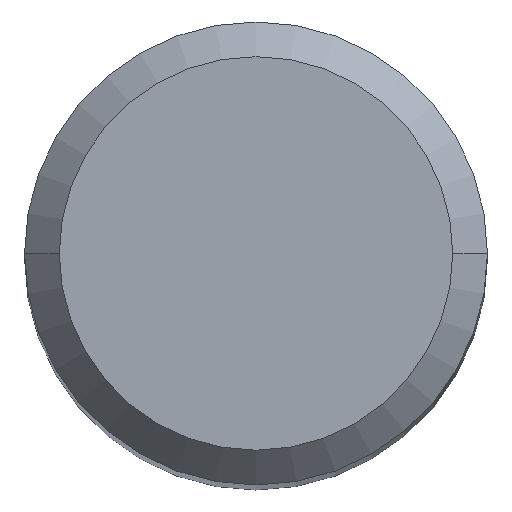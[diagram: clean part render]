
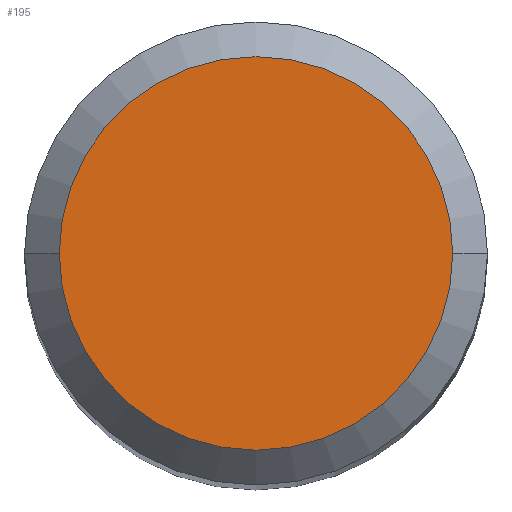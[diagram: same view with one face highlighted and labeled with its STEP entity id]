
A CAD part, top view. The second image highlights one B-rep face of the part: STEP entity #195.
In plain terms, the highlighted planar face has unit normal (0, 0, 1).
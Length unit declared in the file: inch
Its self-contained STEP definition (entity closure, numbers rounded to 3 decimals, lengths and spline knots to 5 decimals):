
#9 = DIRECTION ( 'NONE',  ( -1., 0., 0. ) ) ;
#32 = AXIS2_PLACEMENT_3D ( 'NONE', #246, #250, #313 ) ;
#38 = CARTESIAN_POINT ( 'NONE',  ( 0.16732, 0., 0. ) ) ;
#43 = CARTESIAN_POINT ( 'NONE',  ( -0.16732, 0., 0. ) ) ;
#45 = CIRCLE ( 'NONE', #77, 0.16732 ) ;
#48 = DIRECTION ( 'NONE',  ( 0., 0., 1. ) ) ;
#77 = AXIS2_PLACEMENT_3D ( 'NONE', #334, #48, #297 ) ;
#85 = DIRECTION ( 'NONE',  ( 0., 0., -1. ) ) ;
#124 = CARTESIAN_POINT ( 'NONE',  ( 0., 0., 0. ) ) ;
#178 = AXIS2_PLACEMENT_3D ( 'NONE', #124, #85, #9 ) ;
#186 = EDGE_CURVE ( 'NONE', #442, #212, #45, .T. ) ;
#191 = FACE_OUTER_BOUND ( 'NONE', #406, .T. ) ;
#195 = ADVANCED_FACE ( 'NONE', ( #191 ), #393, .F. ) ;
#212 = VERTEX_POINT ( 'NONE', #43 ) ;
#246 = CARTESIAN_POINT ( 'NONE',  ( 0., 0., 0. ) ) ;
#249 = CIRCLE ( 'NONE', #32, 0.16732 ) ;
#250 = DIRECTION ( 'NONE',  ( 0., 0., 1. ) ) ;
#260 = ORIENTED_EDGE ( 'NONE', *, *, #186, .T. ) ;
#297 = DIRECTION ( 'NONE',  ( 1., 0., 0. ) ) ;
#313 = DIRECTION ( 'NONE',  ( 1., 0., 0. ) ) ;
#334 = CARTESIAN_POINT ( 'NONE',  ( 0., 0., 0. ) ) ;
#393 = PLANE ( 'NONE',  #178 ) ;
#406 = EDGE_LOOP ( 'NONE', ( #458, #260 ) ) ;
#417 = EDGE_CURVE ( 'NONE', #212, #442, #249, .T. ) ;
#442 = VERTEX_POINT ( 'NONE', #38 ) ;
#458 = ORIENTED_EDGE ( 'NONE', *, *, #417, .T. ) ;
